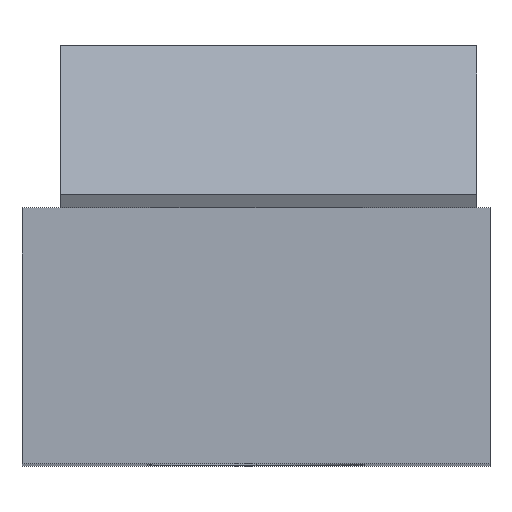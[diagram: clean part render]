
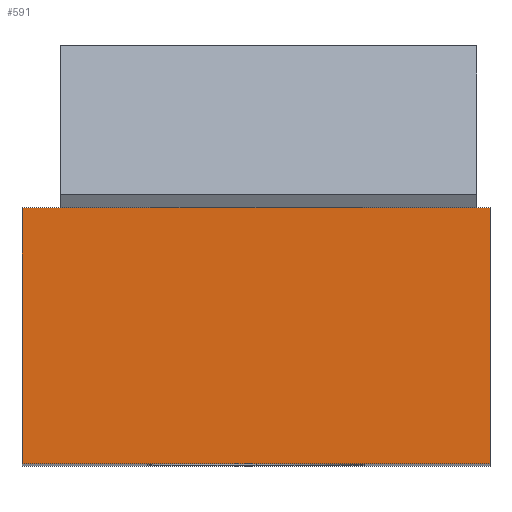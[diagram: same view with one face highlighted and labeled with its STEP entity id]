
A CAD part, top view. The second image highlights one B-rep face of the part: STEP entity #591.
In plain terms, the highlighted planar face has unit normal (0, 0, 1).
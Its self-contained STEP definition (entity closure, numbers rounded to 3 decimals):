
#488 = ORIENTED_EDGE ( 'NONE', *, *, #517, .T. ) ;
#516 = ORIENTED_EDGE ( 'NONE', *, *, #522, .T. ) ;
#517 = EDGE_CURVE ( 'NONE', #547, #548, #1750, .T. ) ;
#518 = VERTEX_POINT ( 'NONE', #1753 ) ;
#522 = EDGE_CURVE ( 'NONE', #548, #518, #1826, .T. ) ;
#523 = VERTEX_POINT ( 'NONE', #1824 ) ;
#536 = EDGE_LOOP ( 'NONE', ( #516, #594, #592, #488 ) ) ;
#547 = VERTEX_POINT ( 'NONE', #1688 ) ;
#548 = VERTEX_POINT ( 'NONE', #1682 ) ;
#591 = ADVANCED_FACE ( 'NONE', ( #1848 ), #1849, .F. ) ;
#592 = ORIENTED_EDGE ( 'NONE', *, *, #595, .F. ) ;
#593 = EDGE_CURVE ( 'NONE', #523, #518, #1836, .T. ) ;
#594 = ORIENTED_EDGE ( 'NONE', *, *, #593, .F. ) ;
#595 = EDGE_CURVE ( 'NONE', #547, #523, #1717, .T. ) ;
#1682 = CARTESIAN_POINT ( 'NONE',  ( -14.288, 15.621, 85.725 ) ) ;
#1688 = CARTESIAN_POINT ( 'NONE',  ( 14.288, 15.621, 85.725 ) ) ;
#1714 = DIRECTION ( 'NONE',  ( 0., -1., 0. ) ) ;
#1715 = VECTOR ( 'NONE', #1714, 1000. ) ;
#1716 = CARTESIAN_POINT ( 'NONE',  ( 14.288, 0., 85.725 ) ) ;
#1717 = LINE ( 'NONE', #1716, #1715 ) ;
#1721 = DIRECTION ( 'NONE',  ( -1., 0., 0. ) ) ;
#1746 = DIRECTION ( 'NONE',  ( -1., 0., 0. ) ) ;
#1747 = VECTOR ( 'NONE', #1746, 1000. ) ;
#1748 = CARTESIAN_POINT ( 'NONE',  ( 14.288, 15.621, 85.725 ) ) ;
#1750 = LINE ( 'NONE', #1748, #1747 ) ;
#1753 = CARTESIAN_POINT ( 'NONE',  ( -14.288, 0., 85.725 ) ) ;
#1780 = DIRECTION ( 'NONE',  ( 0., 0., -1. ) ) ;
#1822 = DIRECTION ( 'NONE',  ( 0., -1., 0. ) ) ;
#1823 = VECTOR ( 'NONE', #1822, 1000. ) ;
#1824 = CARTESIAN_POINT ( 'NONE',  ( 14.288, 0., 85.725 ) ) ;
#1825 = CARTESIAN_POINT ( 'NONE',  ( -14.288, 0., 85.725 ) ) ;
#1826 = LINE ( 'NONE', #1825, #1823 ) ;
#1831 = VECTOR ( 'NONE', #1721, 1000. ) ;
#1832 = CARTESIAN_POINT ( 'NONE',  ( 14.288, 0., 85.725 ) ) ;
#1835 = DIRECTION ( 'NONE',  ( -1., 0., 0. ) ) ;
#1836 = LINE ( 'NONE', #1832, #1831 ) ;
#1843 = CARTESIAN_POINT ( 'NONE',  ( 14.288, 0., 85.725 ) ) ;
#1846 = AXIS2_PLACEMENT_3D ( 'NONE', #1843, #1780, #1835 ) ;
#1848 = FACE_OUTER_BOUND ( 'NONE', #536, .T. ) ;
#1849 = PLANE ( 'NONE',  #1846 ) ;
